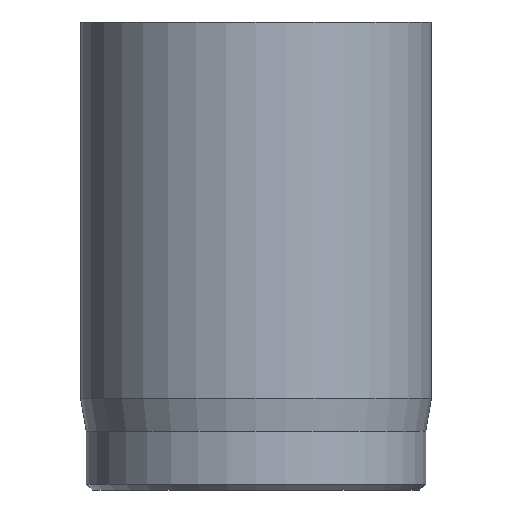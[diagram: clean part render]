
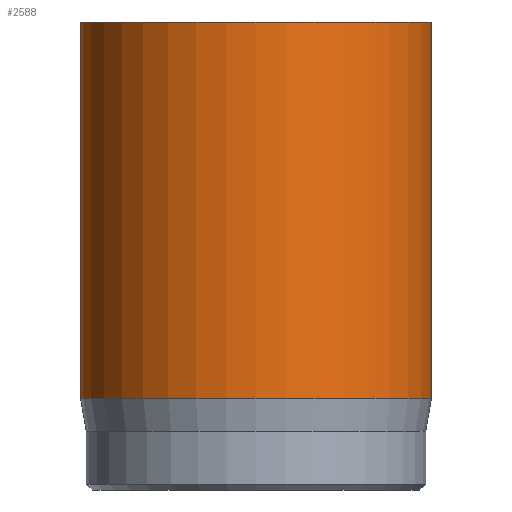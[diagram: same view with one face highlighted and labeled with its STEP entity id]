
A CAD part, front view. The second image highlights one B-rep face of the part: STEP entity #2588.
In plain terms, the highlighted cylindrical face has radius 3 mm (diameter 6 mm), a full revolution.
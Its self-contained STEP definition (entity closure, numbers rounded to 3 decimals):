
#31=CYLINDRICAL_SURFACE('',#2722,3.);
#44=CIRCLE('',#2698,3.);
#55=CIRCLE('',#2720,3.);
#56=CIRCLE('',#2721,3.);
#249=FACE_OUTER_BOUND('',#410,.T.);
#410=EDGE_LOOP('',(#2261,#2262,#2263,#2264,#2265));
#572=LINE('',#5029,#745);
#745=VECTOR('',#2995,3.);
#1175=VERTEX_POINT('',#4985);
#1186=VERTEX_POINT('',#5023);
#1187=VERTEX_POINT('',#5024);
#1535=EDGE_CURVE('',#1175,#1175,#44,.T.);
#1551=EDGE_CURVE('',#1186,#1187,#55,.T.);
#1552=EDGE_CURVE('',#1187,#1186,#56,.T.);
#1554=EDGE_CURVE('',#1175,#1186,#572,.T.);
#2261=ORIENTED_EDGE('',*,*,#1535,.T.);
#2262=ORIENTED_EDGE('',*,*,#1554,.T.);
#2263=ORIENTED_EDGE('',*,*,#1551,.T.);
#2264=ORIENTED_EDGE('',*,*,#1552,.T.);
#2265=ORIENTED_EDGE('',*,*,#1554,.F.);
#2588=ADVANCED_FACE('',(#249),#31,.T.);
#2698=AXIS2_PLACEMENT_3D('',#4986,#2939,#2940);
#2720=AXIS2_PLACEMENT_3D('',#5025,#2988,#2989);
#2721=AXIS2_PLACEMENT_3D('',#5026,#2990,#2991);
#2722=AXIS2_PLACEMENT_3D('',#5028,#2993,#2994);
#2939=DIRECTION('center_axis',(0.,0.,-1.));
#2940=DIRECTION('ref_axis',(-1.,0.,0.));
#2988=DIRECTION('center_axis',(0.,0.,1.));
#2989=DIRECTION('ref_axis',(-1.,0.,0.));
#2990=DIRECTION('center_axis',(0.,0.,1.));
#2991=DIRECTION('ref_axis',(-1.,0.,0.));
#2993=DIRECTION('center_axis',(0.,0.,1.));
#2994=DIRECTION('ref_axis',(-1.,0.,0.));
#2995=DIRECTION('',(0.,0.,-1.));
#4985=CARTESIAN_POINT('',(3.,0.,8.));
#4986=CARTESIAN_POINT('Origin',(0.,0.,8.));
#5023=CARTESIAN_POINT('',(3.,0.,1.567));
#5024=CARTESIAN_POINT('',(-3.,0.,1.567));
#5025=CARTESIAN_POINT('Origin',(0.,0.,1.567));
#5026=CARTESIAN_POINT('Origin',(0.,0.,1.567));
#5028=CARTESIAN_POINT('Origin',(0.,0.,0.));
#5029=CARTESIAN_POINT('',(3.,0.,0.));
